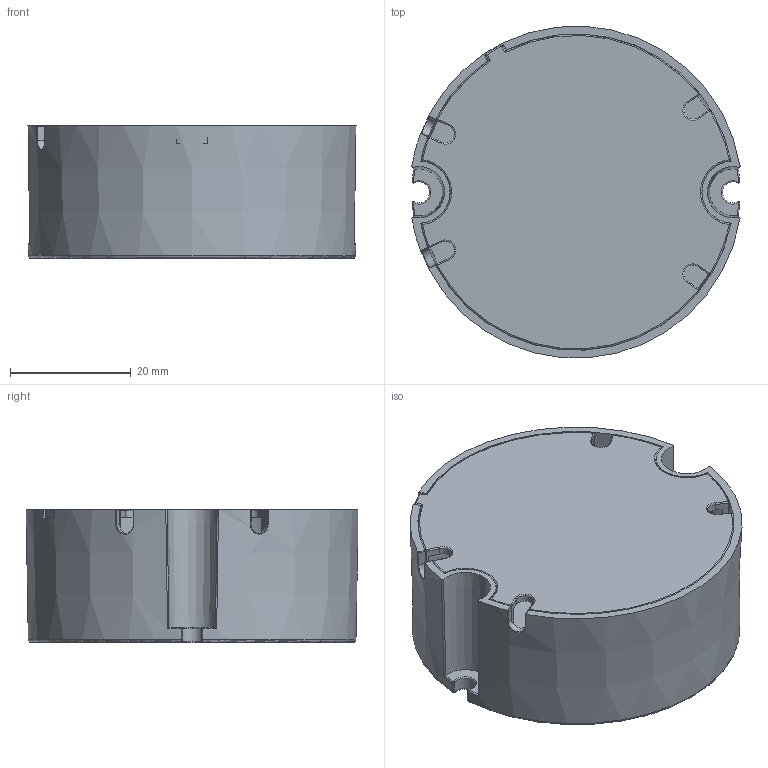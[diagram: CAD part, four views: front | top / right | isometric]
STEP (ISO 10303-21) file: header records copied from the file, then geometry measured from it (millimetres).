
FILE_DESCRIPTION((''),'2;1');
FILE_NAME('LRVC8-U1_ASM','2020-09-10T13:30:16',('wsenga'),(''),'CREO PARAMETRIC BY PTC INC, 2019080','CREO PARAMETRIC BY PTC INC, 2019080','');
FILE_SCHEMA(('CONFIG_CONTROL_DESIGN'));
Length unit declared in the file: millimetre
Products named in the file (3): MAWLRVC8-U1-2A; MAWLRVC8-U1-1A; LRVC8-U1_ASM
Assembly tree (2 placements, depth 2):
  LRVC8-U1_ASM
    MAWLRVC8-U1-2A
    MAWLRVC8-U1-1A
Bounding box: 54.31 x 54.88 x 22 mm (x, y, z)
Volume: 11373 mm3; surface area: 17591 mm2
Topology: 2 solids, 2 shells, 217 faces, 552 edges, 341 vertices
Faces by surface type: plane 73, cylinder 54, cone 30, torus 24, bspline 18, sphere 18
Entity records: 7523 total; most frequent: CARTESIAN_POINT 2339, ORIENTED_EDGE 1104, DIRECTION 1065, EDGE_CURVE 552, AXIS2_PLACEMENT_3D 429, VERTEX_POINT 341, CIRCLE 225, EDGE_LOOP 219
